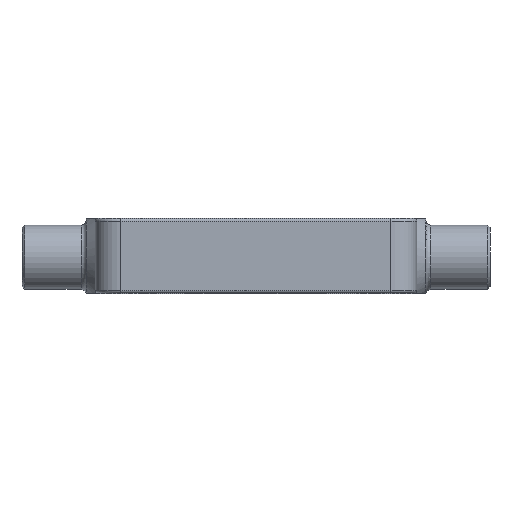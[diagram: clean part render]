
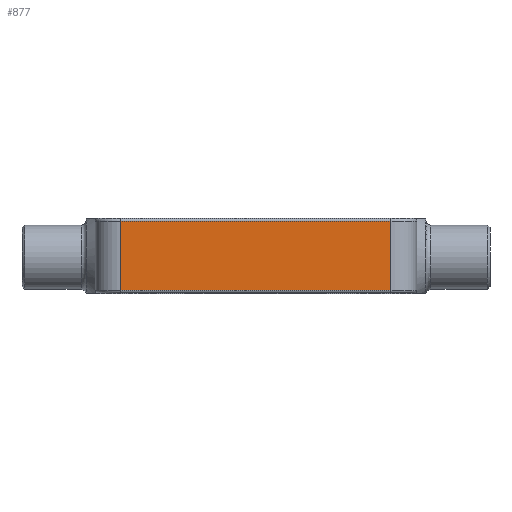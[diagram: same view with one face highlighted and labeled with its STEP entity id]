
A CAD part, top view. The second image highlights one B-rep face of the part: STEP entity #877.
In plain terms, the highlighted planar face has unit normal (0, 0, 1).
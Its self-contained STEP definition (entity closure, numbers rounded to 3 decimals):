
#40=LINE('',#1670,#76);
#41=LINE('',#1676,#77);
#42=LINE('',#1677,#78);
#43=LINE('',#1678,#79);
#76=VECTOR('',#1197,26.9);
#77=VECTOR('',#1204,26.9);
#78=VECTOR('',#1205,105.);
#79=VECTOR('',#1206,105.);
#96=PLANE('',#982);
#216=FACE_OUTER_BOUND('',#300,.T.);
#300=EDGE_LOOP('',(#727,#728,#729,#730));
#473=VERTEX_POINT('',#1668);
#474=VERTEX_POINT('',#1669);
#475=VERTEX_POINT('',#1674);
#476=VERTEX_POINT('',#1675);
#567=EDGE_CURVE('',#473,#474,#40,.T.);
#570=EDGE_CURVE('',#475,#476,#41,.T.);
#571=EDGE_CURVE('',#475,#473,#42,.T.);
#572=EDGE_CURVE('',#474,#476,#43,.T.);
#727=ORIENTED_EDGE('',*,*,#570,.F.);
#728=ORIENTED_EDGE('',*,*,#571,.T.);
#729=ORIENTED_EDGE('',*,*,#567,.T.);
#730=ORIENTED_EDGE('',*,*,#572,.T.);
#877=ADVANCED_FACE('',(#216),#96,.F.);
#982=AXIS2_PLACEMENT_3D('',#1673,#1202,#1203);
#1197=DIRECTION('',(0.,-1.,0.));
#1202=DIRECTION('center_axis',(0.,0.,-1.));
#1203=DIRECTION('ref_axis',(-1.,0.,0.));
#1204=DIRECTION('',(0.,-1.,0.));
#1205=DIRECTION('',(-1.,0.,0.));
#1206=DIRECTION('',(1.,0.,0.));
#1668=CARTESIAN_POINT('',(-52.5,27.95,62.5));
#1669=CARTESIAN_POINT('',(-52.5,1.05,62.5));
#1670=CARTESIAN_POINT('',(-52.5,29.,62.5));
#1673=CARTESIAN_POINT('Origin',(-52.5,29.,62.5));
#1674=CARTESIAN_POINT('',(52.5,27.95,62.5));
#1675=CARTESIAN_POINT('',(52.5,1.05,62.5));
#1676=CARTESIAN_POINT('',(52.5,29.,62.5));
#1677=CARTESIAN_POINT('',(-52.5,27.95,62.5));
#1678=CARTESIAN_POINT('',(-52.5,1.05,62.5));
